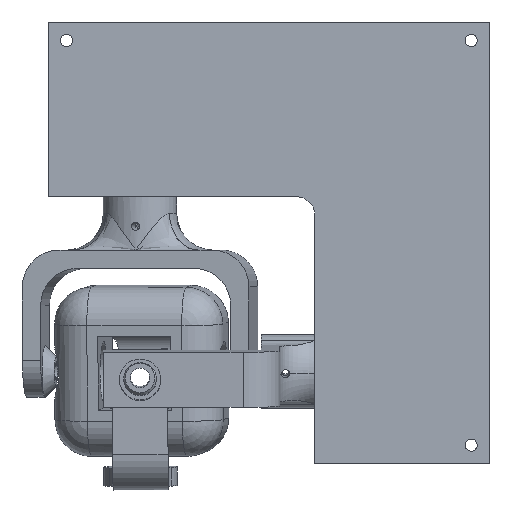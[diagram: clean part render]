
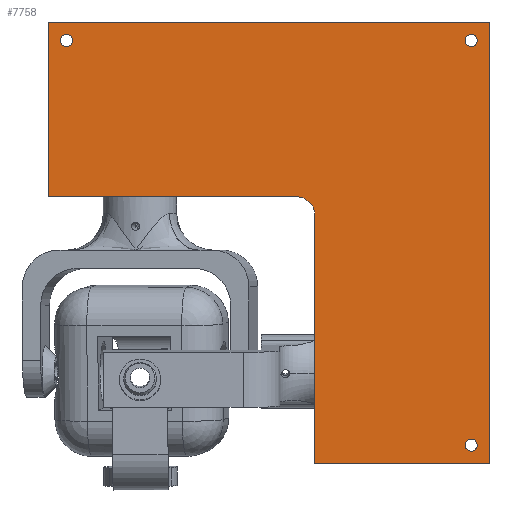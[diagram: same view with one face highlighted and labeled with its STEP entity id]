
A CAD part, front view. The second image highlights one B-rep face of the part: STEP entity #7758.
In plain terms, the highlighted planar face has unit normal (0, -1, 0).
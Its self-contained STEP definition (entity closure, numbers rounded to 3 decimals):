
#17 = LINE ( 'NONE', #6795, #2332 ) ;
#82 = FACE_BOUND ( 'NONE', #679, .T. ) ;
#235 = DIRECTION ( 'NONE',  ( 0., 1., 0. ) ) ;
#257 = DIRECTION ( 'NONE',  ( 0., 0., -1. ) ) ;
#321 = CIRCLE ( 'NONE', #1177, 1.65 ) ;
#344 = DIRECTION ( 'NONE',  ( 0., 0., 1. ) ) ;
#471 = AXIS2_PLACEMENT_3D ( 'NONE', #6287, #2143, #4855 ) ;
#480 = CARTESIAN_POINT ( 'NONE',  ( -72.5, 0., 0. ) ) ;
#590 = DIRECTION ( 'NONE',  ( 0., 1., 0. ) ) ;
#601 = ORIENTED_EDGE ( 'NONE', *, *, #5602, .T. ) ;
#663 = EDGE_LOOP ( 'NONE', ( #798, #4388 ) ) ;
#679 = EDGE_LOOP ( 'NONE', ( #8761, #3117 ) ) ;
#767 = CARTESIAN_POINT ( 'NONE',  ( -72.5, 0., 47.5 ) ) ;
#798 = ORIENTED_EDGE ( 'NONE', *, *, #7217, .T. ) ;
#880 = CARTESIAN_POINT ( 'NONE',  ( -5., 0., -5. ) ) ;
#907 = VECTOR ( 'NONE', #257, 1000. ) ;
#952 = CARTESIAN_POINT ( 'NONE',  ( 42.5, 0., 42.5 ) ) ;
#969 = CIRCLE ( 'NONE', #8386, 1.65 ) ;
#1047 = EDGE_CURVE ( 'NONE', #8665, #3468, #1067, .T. ) ;
#1067 = LINE ( 'NONE', #3834, #8800 ) ;
#1159 = CARTESIAN_POINT ( 'NONE',  ( 0., 0., -5. ) ) ;
#1177 = AXIS2_PLACEMENT_3D ( 'NONE', #6699, #590, #3313 ) ;
#1204 = VERTEX_POINT ( 'NONE', #767 ) ;
#1330 = VECTOR ( 'NONE', #8338, 1000. ) ;
#1411 = VERTEX_POINT ( 'NONE', #8418 ) ;
#1418 = LINE ( 'NONE', #6845, #907 ) ;
#1433 = DIRECTION ( 'NONE',  ( 1., 0., 0. ) ) ;
#1504 = VERTEX_POINT ( 'NONE', #8430 ) ;
#1505 = CIRCLE ( 'NONE', #4918, 1.65 ) ;
#1683 = CARTESIAN_POINT ( 'NONE',  ( -67.5, 0., 42.5 ) ) ;
#1812 = CARTESIAN_POINT ( 'NONE',  ( 42.5, 0., 44.15 ) ) ;
#1917 = VERTEX_POINT ( 'NONE', #4564 ) ;
#2136 = ORIENTED_EDGE ( 'NONE', *, *, #3885, .T. ) ;
#2143 = DIRECTION ( 'NONE',  ( 0., 1., 0. ) ) ;
#2191 = FACE_BOUND ( 'NONE', #663, .T. ) ;
#2332 = VECTOR ( 'NONE', #4793, 1000. ) ;
#2361 = DIRECTION ( 'NONE',  ( 0., 0., 1. ) ) ;
#2413 = CIRCLE ( 'NONE', #7381, 1.65 ) ;
#2577 = EDGE_CURVE ( 'NONE', #1411, #1504, #2413, .T. ) ;
#2662 = VERTEX_POINT ( 'NONE', #3196 ) ;
#2960 = CARTESIAN_POINT ( 'NONE',  ( -5., 0., 0. ) ) ;
#3025 = CARTESIAN_POINT ( 'NONE',  ( 42.5, 0., 40.85 ) ) ;
#3069 = LINE ( 'NONE', #5111, #7749 ) ;
#3102 = EDGE_CURVE ( 'NONE', #8283, #1917, #969, .T. ) ;
#3117 = ORIENTED_EDGE ( 'NONE', *, *, #8487, .T. ) ;
#3175 = AXIS2_PLACEMENT_3D ( 'NONE', #7058, #235, #7777 ) ;
#3179 = ORIENTED_EDGE ( 'NONE', *, *, #8056, .T. ) ;
#3196 = CARTESIAN_POINT ( 'NONE',  ( 0., 0., -72.5 ) ) ;
#3305 = EDGE_CURVE ( 'NONE', #8351, #6120, #3388, .T. ) ;
#3313 = DIRECTION ( 'NONE',  ( 0., 0., 1. ) ) ;
#3349 = AXIS2_PLACEMENT_3D ( 'NONE', #880, #8481, #2361 ) ;
#3388 = CIRCLE ( 'NONE', #7818, 1.65 ) ;
#3468 = VERTEX_POINT ( 'NONE', #480 ) ;
#3480 = FACE_BOUND ( 'NONE', #4844, .T. ) ;
#3564 = VERTEX_POINT ( 'NONE', #1159 ) ;
#3623 = CARTESIAN_POINT ( 'NONE',  ( 42.5, 0., -67.5 ) ) ;
#3765 = EDGE_CURVE ( 'NONE', #5780, #5857, #1418, .T. ) ;
#3834 = CARTESIAN_POINT ( 'NONE',  ( 0., 0., 0. ) ) ;
#3874 = EDGE_CURVE ( 'NONE', #2662, #3564, #3069, .T. ) ;
#3885 = EDGE_CURVE ( 'NONE', #1204, #3468, #8433, .T. ) ;
#4140 = EDGE_LOOP ( 'NONE', ( #8405, #3179, #2136, #5131, #7282, #6537, #7797 ) ) ;
#4386 = DIRECTION ( 'NONE',  ( 0., 0., 1. ) ) ;
#4388 = ORIENTED_EDGE ( 'NONE', *, *, #3102, .T. ) ;
#4564 = CARTESIAN_POINT ( 'NONE',  ( 42.5, 0., -65.85 ) ) ;
#4793 = DIRECTION ( 'NONE',  ( -1., 0., 0. ) ) ;
#4844 = EDGE_LOOP ( 'NONE', ( #7469, #601 ) ) ;
#4855 = DIRECTION ( 'NONE',  ( 0., 0., 1. ) ) ;
#4909 = CIRCLE ( 'NONE', #3349, 5. ) ;
#4918 = AXIS2_PLACEMENT_3D ( 'NONE', #952, #6391, #4386 ) ;
#4995 = EDGE_CURVE ( 'NONE', #8665, #3564, #4909, .T. ) ;
#5111 = CARTESIAN_POINT ( 'NONE',  ( 0., 0., 0. ) ) ;
#5131 = ORIENTED_EDGE ( 'NONE', *, *, #1047, .F. ) ;
#5344 = CARTESIAN_POINT ( 'NONE',  ( 47.5, 0., -72.5 ) ) ;
#5602 = EDGE_CURVE ( 'NONE', #6120, #8351, #1505, .T. ) ;
#5780 = VERTEX_POINT ( 'NONE', #5850 ) ;
#5821 = CARTESIAN_POINT ( 'NONE',  ( 42.5, 0., -69.15 ) ) ;
#5850 = CARTESIAN_POINT ( 'NONE',  ( 47.5, 0., 47.5 ) ) ;
#5857 = VERTEX_POINT ( 'NONE', #5344 ) ;
#6120 = VERTEX_POINT ( 'NONE', #3025 ) ;
#6202 = LINE ( 'NONE', #8362, #6507 ) ;
#6287 = CARTESIAN_POINT ( 'NONE',  ( 0., 0., 0. ) ) ;
#6343 = DIRECTION ( 'NONE',  ( 0., 0., 1. ) ) ;
#6391 = DIRECTION ( 'NONE',  ( 0., 1., 0. ) ) ;
#6507 = VECTOR ( 'NONE', #1433, 1000. ) ;
#6537 = ORIENTED_EDGE ( 'NONE', *, *, #3874, .F. ) ;
#6539 = EDGE_CURVE ( 'NONE', #2662, #5857, #6202, .T. ) ;
#6699 = CARTESIAN_POINT ( 'NONE',  ( -67.5, 0., 42.5 ) ) ;
#6795 = CARTESIAN_POINT ( 'NONE',  ( 0., 0., 47.5 ) ) ;
#6845 = CARTESIAN_POINT ( 'NONE',  ( 47.5, 0., 0. ) ) ;
#6901 = DIRECTION ( 'NONE',  ( 0., 1., 0. ) ) ;
#6957 = PLANE ( 'NONE',  #471 ) ;
#7007 = CIRCLE ( 'NONE', #3175, 1.65 ) ;
#7058 = CARTESIAN_POINT ( 'NONE',  ( 42.5, 0., -67.5 ) ) ;
#7124 = DIRECTION ( 'NONE',  ( 0., 1., 0. ) ) ;
#7179 = DIRECTION ( 'NONE',  ( -1., 0., 0. ) ) ;
#7217 = EDGE_CURVE ( 'NONE', #1917, #8283, #7007, .T. ) ;
#7282 = ORIENTED_EDGE ( 'NONE', *, *, #4995, .T. ) ;
#7381 = AXIS2_PLACEMENT_3D ( 'NONE', #1683, #7124, #344 ) ;
#7469 = ORIENTED_EDGE ( 'NONE', *, *, #3305, .T. ) ;
#7574 = CARTESIAN_POINT ( 'NONE',  ( 42.5, 0., 42.5 ) ) ;
#7749 = VECTOR ( 'NONE', #8528, 1000. ) ;
#7758 = ADVANCED_FACE ( 'NONE', ( #2191, #3480, #82, #8264 ), #6957, .F. ) ;
#7772 = DIRECTION ( 'NONE',  ( 0., 1., 0. ) ) ;
#7777 = DIRECTION ( 'NONE',  ( 0., 0., 1. ) ) ;
#7797 = ORIENTED_EDGE ( 'NONE', *, *, #6539, .T. ) ;
#7804 = CARTESIAN_POINT ( 'NONE',  ( -72.5, 0., 0. ) ) ;
#7818 = AXIS2_PLACEMENT_3D ( 'NONE', #7574, #6901, #8300 ) ;
#8056 = EDGE_CURVE ( 'NONE', #5780, #1204, #17, .T. ) ;
#8264 = FACE_OUTER_BOUND ( 'NONE', #4140, .T. ) ;
#8283 = VERTEX_POINT ( 'NONE', #5821 ) ;
#8300 = DIRECTION ( 'NONE',  ( 0., 0., 1. ) ) ;
#8338 = DIRECTION ( 'NONE',  ( 0., 0., -1. ) ) ;
#8351 = VERTEX_POINT ( 'NONE', #1812 ) ;
#8362 = CARTESIAN_POINT ( 'NONE',  ( 0., 0., -72.5 ) ) ;
#8386 = AXIS2_PLACEMENT_3D ( 'NONE', #3623, #7772, #6343 ) ;
#8405 = ORIENTED_EDGE ( 'NONE', *, *, #3765, .F. ) ;
#8418 = CARTESIAN_POINT ( 'NONE',  ( -67.5, 0., 44.15 ) ) ;
#8430 = CARTESIAN_POINT ( 'NONE',  ( -67.5, 0., 40.85 ) ) ;
#8433 = LINE ( 'NONE', #7804, #1330 ) ;
#8481 = DIRECTION ( 'NONE',  ( 0., 1., 0. ) ) ;
#8487 = EDGE_CURVE ( 'NONE', #1504, #1411, #321, .T. ) ;
#8528 = DIRECTION ( 'NONE',  ( 0., 0., 1. ) ) ;
#8665 = VERTEX_POINT ( 'NONE', #2960 ) ;
#8761 = ORIENTED_EDGE ( 'NONE', *, *, #2577, .T. ) ;
#8800 = VECTOR ( 'NONE', #7179, 1000. ) ;
